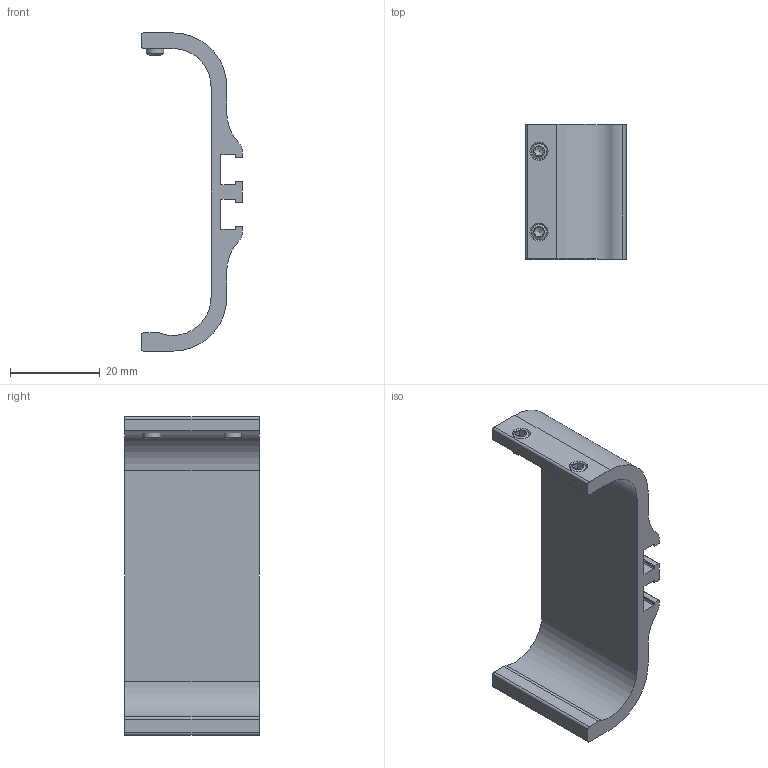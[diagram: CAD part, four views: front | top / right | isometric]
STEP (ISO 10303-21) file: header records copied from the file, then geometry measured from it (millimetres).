
FILE_DESCRIPTION(/* description */ (''),/* implementation_level */ '2;1');
FILE_NAME(/* name */ 'CAD_68999.stp',/* time_stamp */ '2016-06-15T09:14:47+02:00',/* author */ ('Hypex'),/* organization */ ('Hypex'),/* preprocessor_version */ 'ST-DEVELOPER v16.1',/* originating_system */ 'Autodesk Inventor 2016',/* authorisation */ '');
FILE_SCHEMA (('AUTOMOTIVE_DESIGN { 1 0 10303 214 3 1 1 }'));
Length unit declared in the file: millimetre
Products named in the file (1): CAD_68999
Bounding box: 22.5 x 30 x 71 mm (x, y, z)
Volume: 10620.6 mm3; surface area: 7328.3 mm2
Topology: 1 solids, 1 shells, 85 faces, 232 edges, 153 vertices
Faces by surface type: plane 44, cylinder 31, cone 10
Full cylindrical faces by diameter (mm): 4 x2
Entity records: 2697 total; most frequent: CARTESIAN_POINT 473, DIRECTION 447, ORIENTED_EDGE 430, EDGE_CURVE 215, AXIS2_PLACEMENT_3D 158, VERTEX_POINT 148, LINE 131, VECTOR 131
